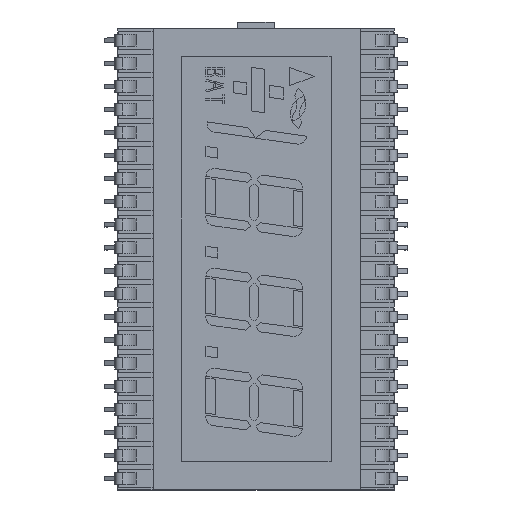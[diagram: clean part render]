
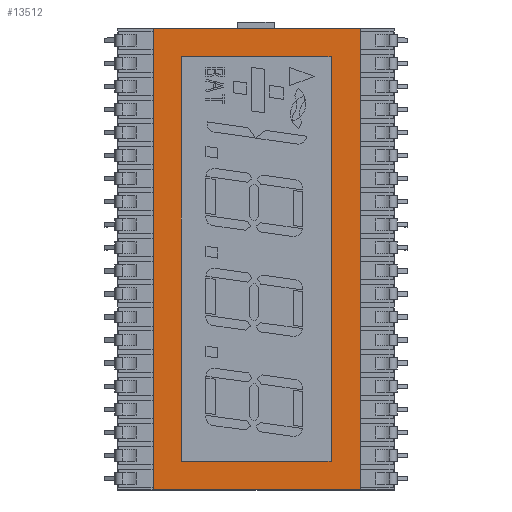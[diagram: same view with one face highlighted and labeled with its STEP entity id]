
A CAD part, top view. The second image highlights one B-rep face of the part: STEP entity #13512.
In plain terms, the highlighted planar face has unit normal (0, 0, 1).
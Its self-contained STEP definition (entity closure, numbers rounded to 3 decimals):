
#13=DIRECTION('',(0.,0.,1.));
#27=VECTOR('',#28,1.);
#28=DIRECTION('',(1.,0.,0.));
#45=DIRECTION('',(0.,1.,0.));
#55=VECTOR('',#45,1.);
#332=VECTOR('',#333,1.);
#333=DIRECTION('',(-1.,0.,0.));
#2640=VERTEX_POINT('',#2641);
#2641=CARTESIAN_POINT('',(5.17,1.27,2.5));
#2643=EDGE_CURVE('',#2640,#2644,#2646,.T.);
#2644=VERTEX_POINT('',#2645);
#2645=CARTESIAN_POINT('',(28.03,1.27,2.5));
#2646=LINE('',#2641,#27);
#12144=VERTEX_POINT('',#12145);
#12145=CARTESIAN_POINT('',(28.03,-49.53,2.5));
#12468=EDGE_CURVE('',#12144,#2644,#12469,.T.);
#12469=LINE('',#12145,#55);
#13512=ADVANCED_FACE('',(#13513,#13525),#13551,.T.);
#13513=FACE_BOUND('',#13514,.T.);
#13514=EDGE_LOOP('',(#13515,#13520,#13523,#13524));
#13515=ORIENTED_EDGE('',*,*,#13516,.F.);
#13516=EDGE_CURVE('',#13517,#2640,#13519,.T.);
#13517=VERTEX_POINT('',#13518);
#13518=CARTESIAN_POINT('',(5.17,-49.53,2.5));
#13519=LINE('',#13518,#55);
#13520=ORIENTED_EDGE('',*,*,#13521,.T.);
#13521=EDGE_CURVE('',#13517,#12144,#13522,.T.);
#13522=LINE('',#13518,#27);
#13523=ORIENTED_EDGE('',*,*,#12468,.T.);
#13524=ORIENTED_EDGE('',*,*,#2643,.F.);
#13525=FACE_BOUND('',#13526,.T.);
#13526=EDGE_LOOP('',(#13527,#13535,#13541,#13547));
#13527=ORIENTED_EDGE('',*,*,#13528,.F.);
#13528=EDGE_CURVE('',#13529,#13531,#13533,.T.);
#13529=VERTEX_POINT('',#13530);
#13530=CARTESIAN_POINT('',(24.77,-1.85,2.5));
#13531=VERTEX_POINT('',#13532);
#13532=CARTESIAN_POINT('',(8.26,-1.85,2.5));
#13533=LINE('',#13534,#332);
#13534=CARTESIAN_POINT('',(6.715,-1.85,2.5));
#13535=ORIENTED_EDGE('',*,*,#13536,.F.);
#13536=EDGE_CURVE('',#13537,#13529,#13539,.T.);
#13537=VERTEX_POINT('',#13538);
#13538=CARTESIAN_POINT('',(24.77,-46.35,2.5));
#13539=LINE('',#13540,#55);
#13540=CARTESIAN_POINT('',(24.77,-47.94,2.5));
#13541=ORIENTED_EDGE('',*,*,#13542,.T.);
#13542=EDGE_CURVE('',#13537,#13543,#13545,.T.);
#13543=VERTEX_POINT('',#13544);
#13544=CARTESIAN_POINT('',(8.26,-46.35,2.5));
#13545=LINE('',#13546,#332);
#13546=CARTESIAN_POINT('',(6.715,-46.35,2.5));
#13547=ORIENTED_EDGE('',*,*,#13548,.T.);
#13548=EDGE_CURVE('',#13543,#13531,#13549,.T.);
#13549=LINE('',#13550,#55);
#13550=CARTESIAN_POINT('',(8.26,-47.94,2.5));
#13551=PLANE('',#13552);
#13552=AXIS2_PLACEMENT_3D('',#13518,#13,#28);
